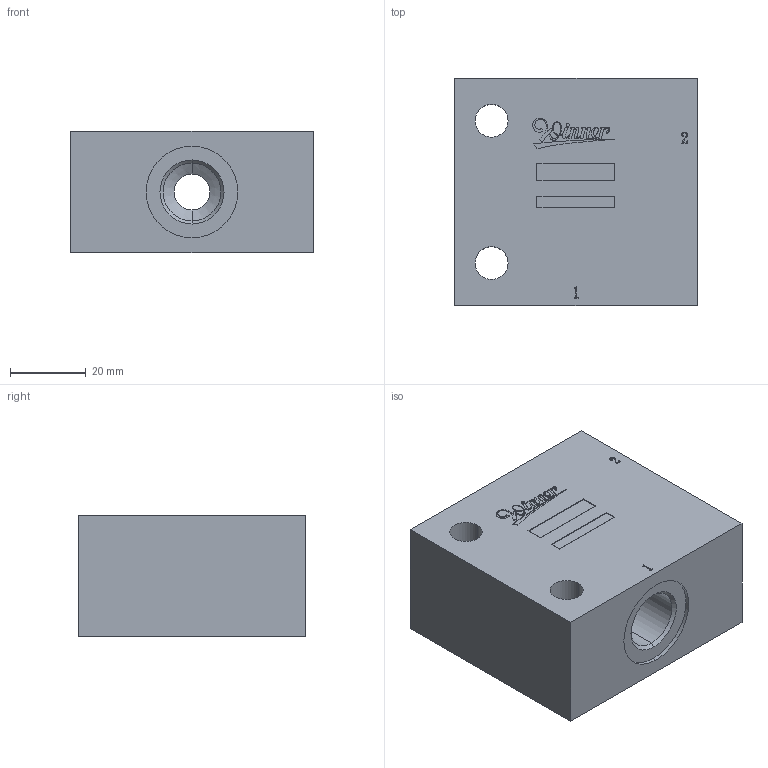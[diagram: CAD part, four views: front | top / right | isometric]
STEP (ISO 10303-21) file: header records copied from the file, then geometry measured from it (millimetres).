
FILE_DESCRIPTION (( 'STEP AP203' ), '1' );
FILE_NAME ('ML-22M2-G03-Z01.STEP', '2026-02-25T05:30:35', ( '' ), ( '' ), 'SwSTEP 2.0', 'SolidWorks 2018', '' );
FILE_SCHEMA (( 'CONFIG_CONTROL_DESIGN' ));
Length unit declared in the file: millimetre
Products named in the file (1): ML-22M2-G03-Z01
Bounding box: 64 x 60 x 32 mm (x, y, z)
Volume: 99978.3 mm3; surface area: 20898.9 mm2
Topology: 1 solids, 1 shells, 295 faces, 822 edges, 541 vertices
Faces by surface type: cylinder 169, plane 81, bspline 29, cone 16
Entity records: 10475 total; most frequent: CARTESIAN_POINT 2682, ORIENTED_EDGE 1644, DIRECTION 1638, EDGE_CURVE 822, AXIS2_PLACEMENT_3D 613, VERTEX_POINT 541, LINE 412, VECTOR 412
